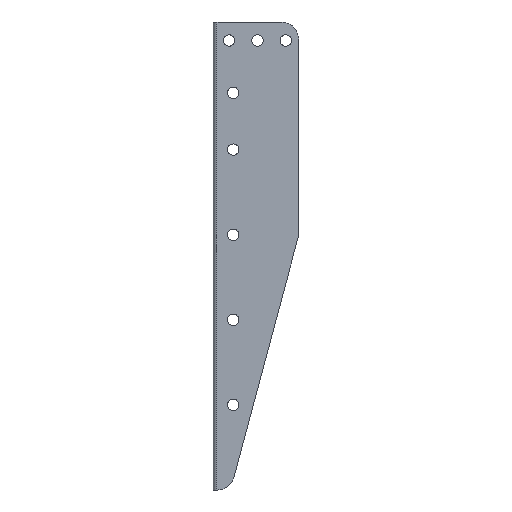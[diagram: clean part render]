
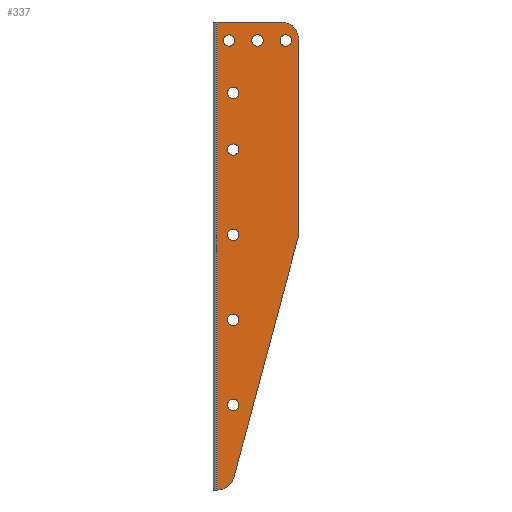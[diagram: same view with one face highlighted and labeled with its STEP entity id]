
A CAD part, left-side view. The second image highlights one B-rep face of the part: STEP entity #337.
In plain terms, the highlighted planar face has unit normal (-1, 0, 0).
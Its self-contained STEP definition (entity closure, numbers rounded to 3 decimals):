
#8 = CIRCLE ( 'NONE', #272, 4. ) ;
#17 = FACE_BOUND ( 'NONE', #1368, .T. ) ;
#19 = CIRCLE ( 'NONE', #225, 4. ) ;
#22 = VECTOR ( 'NONE', #691, 1000. ) ;
#51 = LINE ( 'NONE', #694, #22 ) ;
#54 = CIRCLE ( 'NONE', #261, 4. ) ;
#74 = CIRCLE ( 'NONE', #273, 4. ) ;
#79 = FACE_BOUND ( 'NONE', #1623, .T. ) ;
#85 = CIRCLE ( 'NONE', #213, 4. ) ;
#87 = FACE_BOUND ( 'NONE', #1600, .T. ) ;
#108 = FACE_BOUND ( 'NONE', #1552, .T. ) ;
#113 = FACE_BOUND ( 'NONE', #1672, .T. ) ;
#128 = CIRCLE ( 'NONE', #222, 4. ) ;
#169 = FACE_BOUND ( 'NONE', #1358, .T. ) ;
#171 = FACE_BOUND ( 'NONE', #1449, .T. ) ;
#181 = FACE_BOUND ( 'NONE', #1548, .T. ) ;
#195 = CIRCLE ( 'NONE', #251, 4. ) ;
#200 = FACE_OUTER_BOUND ( 'NONE', #1594, .T. ) ;
#213 = AXIS2_PLACEMENT_3D ( 'NONE', #551, #549, #548 ) ;
#222 = AXIS2_PLACEMENT_3D ( 'NONE', #572, #571, #569 ) ;
#225 = AXIS2_PLACEMENT_3D ( 'NONE', #603, #602, #601 ) ;
#235 = AXIS2_PLACEMENT_3D ( 'NONE', #465, #464, #463 ) ;
#251 = AXIS2_PLACEMENT_3D ( 'NONE', #640, #639, #637 ) ;
#261 = AXIS2_PLACEMENT_3D ( 'NONE', #561, #560, #558 ) ;
#269 = AXIS2_PLACEMENT_3D ( 'NONE', #1224, #1300, #1222 ) ;
#272 = AXIS2_PLACEMENT_3D ( 'NONE', #566, #565, #564 ) ;
#273 = AXIS2_PLACEMENT_3D ( 'NONE', #598, #596, #594 ) ;
#285 = AXIS2_PLACEMENT_3D ( 'NONE', #422, #421, #420 ) ;
#337 = ADVANCED_FACE ( 'NONE', ( #108, #171, #113, #181, #87, #169, #79, #17, #200 ), #390, .T. ) ;
#362 = CARTESIAN_POINT ( 'NONE',  ( -22., -58.5, 165. ) ) ;
#379 = DIRECTION ( 'NONE',  ( 0., -1., 0. ) ) ;
#390 = PLANE ( 'NONE',  #1898 ) ;
#391 = CARTESIAN_POINT ( 'NONE',  ( -22., -58.5, 165. ) ) ;
#405 = DIRECTION ( 'NONE',  ( -1., 0., 0. ) ) ;
#420 = DIRECTION ( 'NONE',  ( 0., -1., 0. ) ) ;
#421 = DIRECTION ( 'NONE',  ( 1., 0., 0. ) ) ;
#422 = CARTESIAN_POINT ( 'NONE',  ( -22., -1.292, -153. ) ) ;
#463 = DIRECTION ( 'NONE',  ( 0., -1., 0. ) ) ;
#464 = DIRECTION ( 'NONE',  ( 1., 0., 0. ) ) ;
#465 = CARTESIAN_POINT ( 'NONE',  ( -22., -46.5, 153. ) ) ;
#481 = DIRECTION ( 'NONE',  ( 0., 0.259, -0.966 ) ) ;
#504 = CARTESIAN_POINT ( 'NONE',  ( -22., -96.215, 154.894 ) ) ;
#532 = DIRECTION ( 'NONE',  ( 0., 0., -1. ) ) ;
#548 = DIRECTION ( 'NONE',  ( 0., 0., -1. ) ) ;
#549 = DIRECTION ( 'NONE',  ( 1., 0., 0. ) ) ;
#551 = CARTESIAN_POINT ( 'NONE',  ( -22., -9.5, 152. ) ) ;
#558 = DIRECTION ( 'NONE',  ( 0., 0., -1. ) ) ;
#560 = DIRECTION ( 'NONE',  ( 1., 0., 0. ) ) ;
#561 = CARTESIAN_POINT ( 'NONE',  ( -22., -12.5, 75. ) ) ;
#564 = DIRECTION ( 'NONE',  ( 0., 0., -1. ) ) ;
#565 = DIRECTION ( 'NONE',  ( 1., 0., 0. ) ) ;
#566 = CARTESIAN_POINT ( 'NONE',  ( -22., -12.5, -105. ) ) ;
#567 = CARTESIAN_POINT ( 'NONE',  ( -22., -1., 165. ) ) ;
#569 = DIRECTION ( 'NONE',  ( 0., 0., -1. ) ) ;
#571 = DIRECTION ( 'NONE',  ( 1., 0., 0. ) ) ;
#572 = CARTESIAN_POINT ( 'NONE',  ( -22., -12.5, 15. ) ) ;
#594 = DIRECTION ( 'NONE',  ( 0., 0., -1. ) ) ;
#596 = DIRECTION ( 'NONE',  ( 1., 0., 0. ) ) ;
#598 = CARTESIAN_POINT ( 'NONE',  ( -22., -12.5, 115. ) ) ;
#601 = DIRECTION ( 'NONE',  ( 0., 0., -1. ) ) ;
#602 = DIRECTION ( 'NONE',  ( 1., 0., 0. ) ) ;
#603 = CARTESIAN_POINT ( 'NONE',  ( -22., -29.5, 152. ) ) ;
#637 = DIRECTION ( 'NONE',  ( 0., 0., -1. ) ) ;
#639 = DIRECTION ( 'NONE',  ( 1., 0., 0. ) ) ;
#640 = CARTESIAN_POINT ( 'NONE',  ( -22., -49.5, 152. ) ) ;
#691 = DIRECTION ( 'NONE',  ( 0., 1., 0. ) ) ;
#694 = CARTESIAN_POINT ( 'NONE',  ( -22., -58.5, 165. ) ) ;
#838 = CARTESIAN_POINT ( 'NONE',  ( -22., -46.5, 165. ) ) ;
#839 = CARTESIAN_POINT ( 'NONE',  ( -22., -1., 165. ) ) ;
#840 = CARTESIAN_POINT ( 'NONE',  ( -22., -58.5, 14.138 ) ) ;
#853 = CARTESIAN_POINT ( 'NONE',  ( -22., -58.5, 153. ) ) ;
#856 = CARTESIAN_POINT ( 'NONE',  ( -22., -1.292, -165. ) ) ;
#864 = CARTESIAN_POINT ( 'NONE',  ( -22., -12.883, -156.106 ) ) ;
#865 = CARTESIAN_POINT ( 'NONE',  ( -22., -1., -165. ) ) ;
#1083 = ORIENTED_EDGE ( 'NONE', *, *, #1941, .T. ) ;
#1184 = VERTEX_POINT ( 'NONE', #865 ) ;
#1185 = VERTEX_POINT ( 'NONE', #864 ) ;
#1193 = VERTEX_POINT ( 'NONE', #856 ) ;
#1196 = VERTEX_POINT ( 'NONE', #853 ) ;
#1210 = VERTEX_POINT ( 'NONE', #840 ) ;
#1211 = VERTEX_POINT ( 'NONE', #839 ) ;
#1212 = VERTEX_POINT ( 'NONE', #838 ) ;
#1215 = CARTESIAN_POINT ( 'NONE',  ( -22., -29.5, 148. ) ) ;
#1222 = DIRECTION ( 'NONE',  ( 0., 0., -1. ) ) ;
#1224 = CARTESIAN_POINT ( 'NONE',  ( -22., -12.5, -45. ) ) ;
#1231 = CARTESIAN_POINT ( 'NONE',  ( -22., -9.5, 148. ) ) ;
#1240 = CARTESIAN_POINT ( 'NONE',  ( -22., -12.5, 71. ) ) ;
#1257 = CARTESIAN_POINT ( 'NONE',  ( -22., -12.5, -109. ) ) ;
#1259 = CARTESIAN_POINT ( 'NONE',  ( -22., -12.5, 111. ) ) ;
#1268 = CARTESIAN_POINT ( 'NONE',  ( -22., -58.5, -165. ) ) ;
#1293 = CARTESIAN_POINT ( 'NONE',  ( -22., -49.5, 148. ) ) ;
#1300 = DIRECTION ( 'NONE',  ( 1., 0., 0. ) ) ;
#1315 = CARTESIAN_POINT ( 'NONE',  ( -22., -12.5, 11. ) ) ;
#1316 = CARTESIAN_POINT ( 'NONE',  ( -22., -12.5, -49. ) ) ;
#1333 = DIRECTION ( 'NONE',  ( 0., 0., -1. ) ) ;
#1336 = DIRECTION ( 'NONE',  ( 0., 1., 0. ) ) ;
#1358 = EDGE_LOOP ( 'NONE', ( #1671 ) ) ;
#1361 = ORIENTED_EDGE ( 'NONE', *, *, #1952, .T. ) ;
#1368 = EDGE_LOOP ( 'NONE', ( #1491 ) ) ;
#1391 = ORIENTED_EDGE ( 'NONE', *, *, #1950, .T. ) ;
#1408 = ORIENTED_EDGE ( 'NONE', *, *, #1948, .T. ) ;
#1422 = ORIENTED_EDGE ( 'NONE', *, *, #1983, .F. ) ;
#1449 = EDGE_LOOP ( 'NONE', ( #1408 ) ) ;
#1454 = ORIENTED_EDGE ( 'NONE', *, *, #2077, .F. ) ;
#1476 = ORIENTED_EDGE ( 'NONE', *, *, #1949, .T. ) ;
#1491 = ORIENTED_EDGE ( 'NONE', *, *, #2071, .T. ) ;
#1548 = EDGE_LOOP ( 'NONE', ( #1565 ) ) ;
#1552 = EDGE_LOOP ( 'NONE', ( #1476 ) ) ;
#1565 = ORIENTED_EDGE ( 'NONE', *, *, #1940, .T. ) ;
#1582 = ORIENTED_EDGE ( 'NONE', *, *, #1997, .F. ) ;
#1594 = EDGE_LOOP ( 'NONE', ( #1454, #1582, #1603, #1624, #1422, #1608, #1673 ) ) ;
#1600 = EDGE_LOOP ( 'NONE', ( #1361 ) ) ;
#1603 = ORIENTED_EDGE ( 'NONE', *, *, #1975, .F. ) ;
#1608 = ORIENTED_EDGE ( 'NONE', *, *, #1904, .T. ) ;
#1623 = EDGE_LOOP ( 'NONE', ( #1391 ) ) ;
#1624 = ORIENTED_EDGE ( 'NONE', *, *, #2034, .F. ) ;
#1671 = ORIENTED_EDGE ( 'NONE', *, *, #1929, .T. ) ;
#1672 = EDGE_LOOP ( 'NONE', ( #1083 ) ) ;
#1673 = ORIENTED_EDGE ( 'NONE', *, *, #1958, .T. ) ;
#1715 = VERTEX_POINT ( 'NONE', #1316 ) ;
#1730 = VERTEX_POINT ( 'NONE', #1231 ) ;
#1732 = VERTEX_POINT ( 'NONE', #1240 ) ;
#1733 = VERTEX_POINT ( 'NONE', #1257 ) ;
#1734 = VERTEX_POINT ( 'NONE', #1315 ) ;
#1739 = VERTEX_POINT ( 'NONE', #1259 ) ;
#1740 = VERTEX_POINT ( 'NONE', #1215 ) ;
#1741 = VERTEX_POINT ( 'NONE', #1293 ) ;
#1750 = VECTOR ( 'NONE', #1336, 1000. ) ;
#1753 = LINE ( 'NONE', #1268, #1750 ) ;
#1756 = CIRCLE ( 'NONE', #269, 4. ) ;
#1782 = VECTOR ( 'NONE', #1333, 1000. ) ;
#1784 = LINE ( 'NONE', #362, #1782 ) ;
#1817 = CIRCLE ( 'NONE', #285, 12. ) ;
#1830 = CIRCLE ( 'NONE', #235, 12. ) ;
#1837 = VECTOR ( 'NONE', #481, 1000. ) ;
#1840 = LINE ( 'NONE', #504, #1837 ) ;
#1853 = VECTOR ( 'NONE', #532, 1000. ) ;
#1854 = LINE ( 'NONE', #567, #1853 ) ;
#1898 = AXIS2_PLACEMENT_3D ( 'NONE', #391, #405, #379 ) ;
#1904 = EDGE_CURVE ( 'NONE', #1212, #1211, #51, .T. ) ;
#1929 = EDGE_CURVE ( 'NONE', #1741, #1741, #195, .T. ) ;
#1940 = EDGE_CURVE ( 'NONE', #1740, #1740, #19, .T. ) ;
#1941 = EDGE_CURVE ( 'NONE', #1739, #1739, #74, .T. ) ;
#1948 = EDGE_CURVE ( 'NONE', #1734, #1734, #128, .T. ) ;
#1949 = EDGE_CURVE ( 'NONE', #1733, #1733, #8, .T. ) ;
#1950 = EDGE_CURVE ( 'NONE', #1732, #1732, #54, .T. ) ;
#1952 = EDGE_CURVE ( 'NONE', #1730, #1730, #85, .T. ) ;
#1958 = EDGE_CURVE ( 'NONE', #1211, #1184, #1854, .T. ) ;
#1975 = EDGE_CURVE ( 'NONE', #1210, #1185, #1840, .T. ) ;
#1983 = EDGE_CURVE ( 'NONE', #1212, #1196, #1830, .T. ) ;
#1997 = EDGE_CURVE ( 'NONE', #1185, #1193, #1817, .T. ) ;
#2034 = EDGE_CURVE ( 'NONE', #1196, #1210, #1784, .T. ) ;
#2071 = EDGE_CURVE ( 'NONE', #1715, #1715, #1756, .T. ) ;
#2077 = EDGE_CURVE ( 'NONE', #1193, #1184, #1753, .T. ) ;
